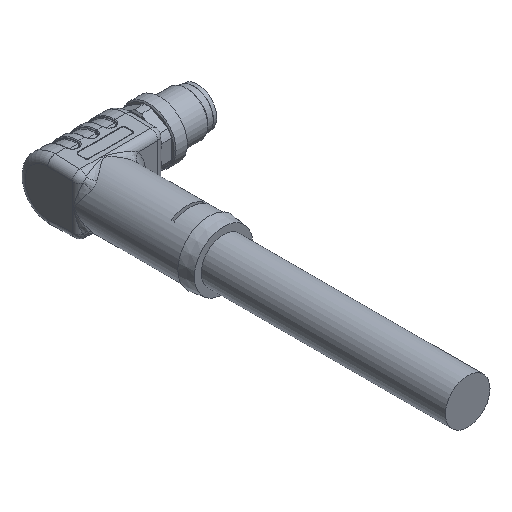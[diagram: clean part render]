
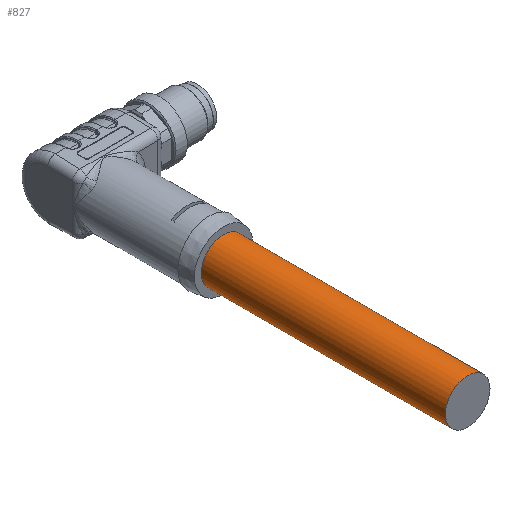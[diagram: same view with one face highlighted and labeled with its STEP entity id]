
A CAD part, isometric view. The second image highlights one B-rep face of the part: STEP entity #827.
In plain terms, the highlighted cylindrical face has radius 6.1 mm (diameter 12.2 mm), a full revolution.
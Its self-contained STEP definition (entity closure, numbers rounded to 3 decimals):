
#827=ADVANCED_FACE('',(#1128,#1129),#1053,.T.);
#1053=CYLINDRICAL_SURFACE('',#3459,6.1);
#1128=FACE_BOUND('',#1197,.T.);
#1129=FACE_BOUND('',#1198,.T.);
#1197=EDGE_LOOP('',(#1458));
#1198=EDGE_LOOP('',(#1459));
#1458=ORIENTED_EDGE('',*,*,#2751,.F.);
#1459=ORIENTED_EDGE('',*,*,#2752,.F.);
#2446=VERTEX_POINT('',#4834);
#2447=VERTEX_POINT('',#4836);
#2751=EDGE_CURVE('',#2446,#2446,#3245,.T.);
#2752=EDGE_CURVE('',#2447,#2447,#3246,.T.);
#3245=CIRCLE('',#3457,6.1);
#3246=CIRCLE('',#3458,6.1);
#3457=AXIS2_PLACEMENT_3D('',#4833,#3861,#3862);
#3458=AXIS2_PLACEMENT_3D('',#4835,#3863,#3864);
#3459=AXIS2_PLACEMENT_3D('',#4837,#3865,#3866);
#3861=DIRECTION('',(0.,1.,0.));
#3862=DIRECTION('',(0.,0.,-1.));
#3863=DIRECTION('',(0.,-1.,0.));
#3864=DIRECTION('',(1.,0.,0.));
#3865=DIRECTION('',(0.,-1.,0.));
#3866=DIRECTION('',(0.,0.,-1.));
#4833=CARTESIAN_POINT('',(0.,-18.211,0.));
#4834=CARTESIAN_POINT('',(0.,-18.211,-6.1));
#4835=CARTESIAN_POINT('',(0.,-85.,0.));
#4836=CARTESIAN_POINT('',(6.1,-85.,0.));
#4837=CARTESIAN_POINT('',(0.,0.,0.));
